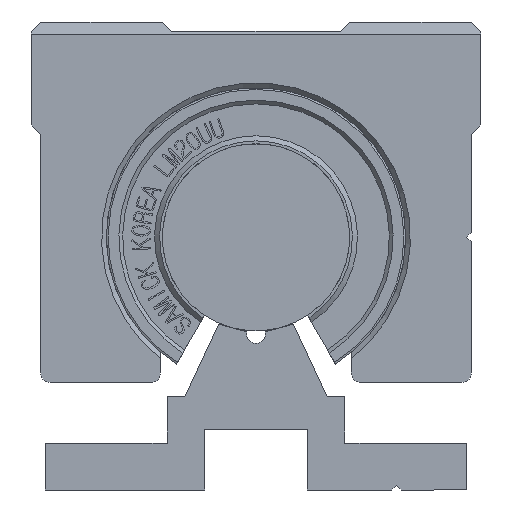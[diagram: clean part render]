
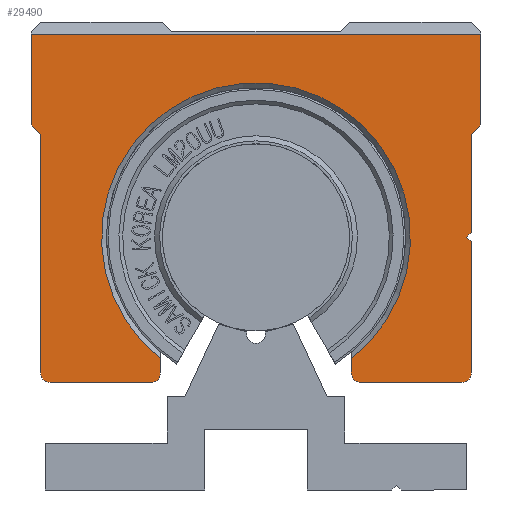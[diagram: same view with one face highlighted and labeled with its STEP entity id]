
A CAD part, front view. The second image highlights one B-rep face of the part: STEP entity #29490.
In plain terms, the highlighted face is planar.
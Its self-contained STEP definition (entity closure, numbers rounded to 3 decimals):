
#28962=CARTESIAN_POINT('',(-24.,21.7,25.0));
#28963=VERTEX_POINT('',#28962);
#28970=CARTESIAN_POINT('',(24.,21.7,25.0));
#28971=VERTEX_POINT('',#28970);
#28972=CARTESIAN_POINT('',(-24.,21.7,25.0));
#28973=DIRECTION('',(1.0,0.0,0.0));
#28974=VECTOR('',#28973,48.0);
#28975=LINE('',#28972,#28974);
#28976=EDGE_CURVE('',#28963,#28971,#28975,.T.);
#29176=CARTESIAN_POINT('',(-24.,12.,25.0));
#29177=VERTEX_POINT('',#29176);
#29184=CARTESIAN_POINT('',(-24.,12.,25.0));
#29185=DIRECTION('',(0.0,1.0,0.0));
#29186=VECTOR('',#29185,9.7);
#29187=LINE('',#29184,#29186);
#29188=EDGE_CURVE('',#29177,#28963,#29187,.T.);
#29342=CARTESIAN_POINT('',(0.039,5.312,25.0));
#29343=DIRECTION('',(0.0,0.0,1.0));
#29344=DIRECTION('',(1.0,0.0,0.0));
#29345=AXIS2_PLACEMENT_3D('',#29342,#29343,#29344);
#29346=PLANE('',#29345);
#29347=ORIENTED_EDGE('',*,*,#28976,.F.);
#29348=ORIENTED_EDGE('',*,*,#29188,.F.);
#29349=CARTESIAN_POINT('',(-23.,11.0,25.0));
#29350=VERTEX_POINT('',#29349);
#29351=CARTESIAN_POINT('',(-23.,11.0,25.0));
#29352=DIRECTION('',(-0.707,0.707,0.0));
#29353=VECTOR('',#29352,1.414);
#29354=LINE('',#29351,#29353);
#29355=EDGE_CURVE('',#29350,#29177,#29354,.T.);
#29356=ORIENTED_EDGE('',*,*,#29355,.F.);
#29357=CARTESIAN_POINT('',(-23.,-14.5,25.0));
#29358=VERTEX_POINT('',#29357);
#29359=CARTESIAN_POINT('',(-23.,-14.5,25.0));
#29360=DIRECTION('',(0.0,1.0,0.0));
#29361=VECTOR('',#29360,25.5);
#29362=LINE('',#29359,#29361);
#29363=EDGE_CURVE('',#29358,#29350,#29362,.T.);
#29364=ORIENTED_EDGE('',*,*,#29363,.F.);
#29365=CARTESIAN_POINT('',(-22.0,-15.5,25.0));
#29366=VERTEX_POINT('',#29365);
#29367=CARTESIAN_POINT('',(-22.0,-14.5,25.0));
#29368=DIRECTION('',(0.0,0.0,-1.0));
#29369=DIRECTION('',(1.0,0.0,0.0));
#29370=AXIS2_PLACEMENT_3D('',#29367,#29368,#29369);
#29371=CIRCLE('',#29370,1.);
#29372=EDGE_CURVE('',#29366,#29358,#29371,.T.);
#29373=ORIENTED_EDGE('',*,*,#29372,.F.);
#29374=CARTESIAN_POINT('',(-11.2,-15.5,25.0));
#29375=VERTEX_POINT('',#29374);
#29376=CARTESIAN_POINT('',(-11.2,-15.5,25.0));
#29377=DIRECTION('',(-1.0,0.0,0.0));
#29378=VECTOR('',#29377,10.8);
#29379=LINE('',#29376,#29378);
#29380=EDGE_CURVE('',#29375,#29366,#29379,.T.);
#29381=ORIENTED_EDGE('',*,*,#29380,.F.);
#29382=CARTESIAN_POINT('',(-10.2,-14.5,25.0));
#29383=VERTEX_POINT('',#29382);
#29384=CARTESIAN_POINT('',(-11.2,-14.5,25.0));
#29385=DIRECTION('',(0.0,0.0,-1.0));
#29386=DIRECTION('',(0.0,1.0,0.0));
#29387=AXIS2_PLACEMENT_3D('',#29384,#29385,#29386);
#29388=CIRCLE('',#29387,1.0);
#29389=EDGE_CURVE('',#29383,#29375,#29388,.T.);
#29390=ORIENTED_EDGE('',*,*,#29389,.F.);
#29391=CARTESIAN_POINT('',(-10.2,-12.97,25.0));
#29392=VERTEX_POINT('',#29391);
#29393=CARTESIAN_POINT('',(-10.2,-12.97,25.0));
#29394=DIRECTION('',(0.,-1.,0.0));
#29395=VECTOR('',#29394,1.53);
#29396=LINE('',#29393,#29395);
#29397=EDGE_CURVE('',#29392,#29383,#29396,.T.);
#29398=ORIENTED_EDGE('',*,*,#29397,.F.);
#29399=CARTESIAN_POINT('',(10.2,-12.97,25.0));
#29400=VERTEX_POINT('',#29399);
#29401=CARTESIAN_POINT('',(0.0,0.0,25.0));
#29402=DIRECTION('',(0.0,0.0,1.0));
#29403=DIRECTION('',(0.0,1.0,0.0));
#29404=AXIS2_PLACEMENT_3D('',#29401,#29402,#29403);
#29405=CIRCLE('',#29404,16.5);
#29406=EDGE_CURVE('',#29400,#29392,#29405,.T.);
#29407=ORIENTED_EDGE('',*,*,#29406,.F.);
#29408=CARTESIAN_POINT('',(10.2,-14.5,25.0));
#29409=VERTEX_POINT('',#29408);
#29410=CARTESIAN_POINT('',(10.2,-14.5,25.0));
#29411=DIRECTION('',(0.,1.,0.0));
#29412=VECTOR('',#29411,1.53);
#29413=LINE('',#29410,#29412);
#29414=EDGE_CURVE('',#29409,#29400,#29413,.T.);
#29415=ORIENTED_EDGE('',*,*,#29414,.F.);
#29416=CARTESIAN_POINT('',(11.2,-15.5,25.0));
#29417=VERTEX_POINT('',#29416);
#29418=CARTESIAN_POINT('',(11.2,-14.5,25.0));
#29419=DIRECTION('',(0.0,0.0,-1.0));
#29420=DIRECTION('',(1.,0.,0.0));
#29421=AXIS2_PLACEMENT_3D('',#29418,#29419,#29420);
#29422=CIRCLE('',#29421,1.);
#29423=EDGE_CURVE('',#29417,#29409,#29422,.T.);
#29424=ORIENTED_EDGE('',*,*,#29423,.F.);
#29425=CARTESIAN_POINT('',(22.0,-15.5,25.0));
#29426=VERTEX_POINT('',#29425);
#29427=CARTESIAN_POINT('',(22.0,-15.5,25.0));
#29428=DIRECTION('',(-1.0,0.0,0.0));
#29429=VECTOR('',#29428,10.8);
#29430=LINE('',#29427,#29429);
#29431=EDGE_CURVE('',#29426,#29417,#29430,.T.);
#29432=ORIENTED_EDGE('',*,*,#29431,.F.);
#29433=CARTESIAN_POINT('',(23.,-14.5,25.0));
#29434=VERTEX_POINT('',#29433);
#29435=CARTESIAN_POINT('',(22.0,-14.5,25.0));
#29436=DIRECTION('',(0.0,0.0,-1.0));
#29437=DIRECTION('',(0.0,1.0,0.0));
#29438=AXIS2_PLACEMENT_3D('',#29435,#29436,#29437);
#29439=CIRCLE('',#29438,1.);
#29440=EDGE_CURVE('',#29434,#29426,#29439,.T.);
#29441=ORIENTED_EDGE('',*,*,#29440,.F.);
#29442=CARTESIAN_POINT('',(23.,-0.5,25.0));
#29443=VERTEX_POINT('',#29442);
#29444=CARTESIAN_POINT('',(23.,-0.5,25.0));
#29445=DIRECTION('',(0.0,-1.0,0.0));
#29446=VECTOR('',#29445,14.);
#29447=LINE('',#29444,#29446);
#29448=EDGE_CURVE('',#29443,#29434,#29447,.T.);
#29449=ORIENTED_EDGE('',*,*,#29448,.F.);
#29450=CARTESIAN_POINT('',(22.5,0.0,25.0));
#29451=VERTEX_POINT('',#29450);
#29452=CARTESIAN_POINT('',(22.5,0.0,25.0));
#29453=DIRECTION('',(0.707,-0.707,0.0));
#29454=VECTOR('',#29453,0.707);
#29455=LINE('',#29452,#29454);
#29456=EDGE_CURVE('',#29451,#29443,#29455,.T.);
#29457=ORIENTED_EDGE('',*,*,#29456,.F.);
#29458=CARTESIAN_POINT('',(23.,0.5,25.0));
#29459=VERTEX_POINT('',#29458);
#29460=CARTESIAN_POINT('',(23.,0.5,25.0));
#29461=DIRECTION('',(-0.707,-0.707,0.0));
#29462=VECTOR('',#29461,0.707);
#29463=LINE('',#29460,#29462);
#29464=EDGE_CURVE('',#29459,#29451,#29463,.T.);
#29465=ORIENTED_EDGE('',*,*,#29464,.F.);
#29466=CARTESIAN_POINT('',(23.,11.0,25.0));
#29467=VERTEX_POINT('',#29466);
#29468=CARTESIAN_POINT('',(23.,11.0,25.0));
#29469=DIRECTION('',(0.0,-1.0,0.0));
#29470=VECTOR('',#29469,10.5);
#29471=LINE('',#29468,#29470);
#29472=EDGE_CURVE('',#29467,#29459,#29471,.T.);
#29473=ORIENTED_EDGE('',*,*,#29472,.F.);
#29474=CARTESIAN_POINT('',(24.,12.,25.0));
#29475=VERTEX_POINT('',#29474);
#29476=CARTESIAN_POINT('',(24.,12.,25.0));
#29477=DIRECTION('',(-0.707,-0.707,0.0));
#29478=VECTOR('',#29477,1.414);
#29479=LINE('',#29476,#29478);
#29480=EDGE_CURVE('',#29475,#29467,#29479,.T.);
#29481=ORIENTED_EDGE('',*,*,#29480,.F.);
#29482=CARTESIAN_POINT('',(24.,21.7,25.0));
#29483=DIRECTION('',(0.0,-1.0,0.0));
#29484=VECTOR('',#29483,9.7);
#29485=LINE('',#29482,#29484);
#29486=EDGE_CURVE('',#28971,#29475,#29485,.T.);
#29487=ORIENTED_EDGE('',*,*,#29486,.F.);
#29488=EDGE_LOOP('',(#29347,#29348,#29356,#29364,#29373,#29381,#29390,#29398,#29407,#29415,#29424,#29432,#29441,#29449,#29457,#29465,#29473,#29481,#29487));
#29489=FACE_OUTER_BOUND('',#29488,.T.);
#29490=ADVANCED_FACE('',(#29489),#29346,.T.);
